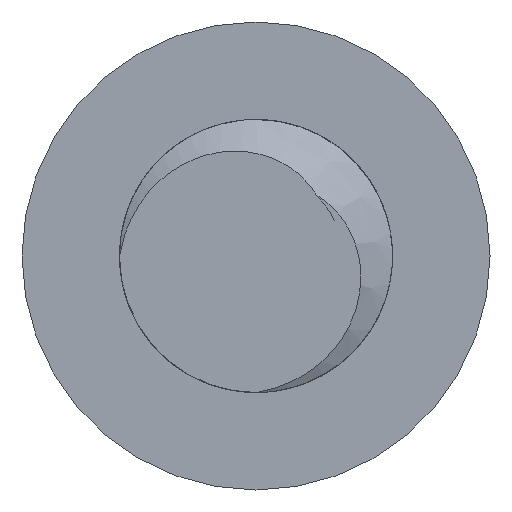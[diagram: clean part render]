
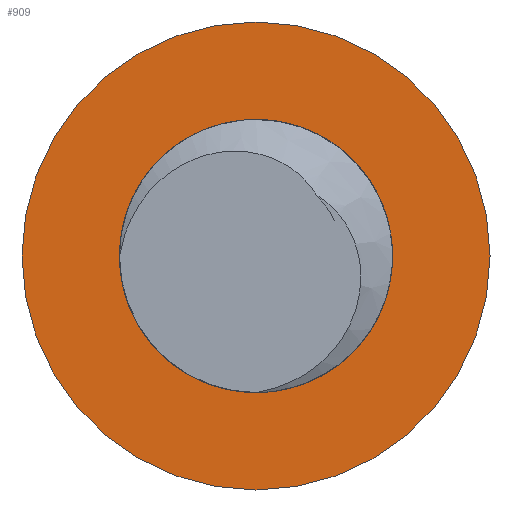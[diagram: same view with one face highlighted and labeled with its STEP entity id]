
A CAD part, front view. The second image highlights one B-rep face of the part: STEP entity #909.
In plain terms, the highlighted planar face has unit normal (0, -1, 0).
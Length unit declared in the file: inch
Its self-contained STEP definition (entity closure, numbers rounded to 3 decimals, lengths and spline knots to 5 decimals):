
#15=FACE_BOUND('',#127,.T.);
#34=PLANE('',#979);
#83=FACE_OUTER_BOUND('',#126,.T.);
#126=EDGE_LOOP('',(#815,#816));
#127=EDGE_LOOP('',(#817,#818));
#133=CIRCLE('',#947,0.02756);
#141=CIRCLE('',#957,0.02756);
#142=CIRCLE('',#959,0.04724);
#143=CIRCLE('',#960,0.04724);
#377=VERTEX_POINT('',#2204);
#379=VERTEX_POINT('',#2207);
#405=VERTEX_POINT('',#2412);
#406=VERTEX_POINT('',#2414);
#491=EDGE_CURVE('',#377,#379,#133,.T.);
#521=EDGE_CURVE('',#379,#377,#141,.T.);
#523=EDGE_CURVE('',#405,#406,#142,.T.);
#524=EDGE_CURVE('',#406,#405,#143,.T.);
#815=ORIENTED_EDGE('',*,*,#524,.F.);
#816=ORIENTED_EDGE('',*,*,#523,.F.);
#817=ORIENTED_EDGE('',*,*,#521,.F.);
#818=ORIENTED_EDGE('',*,*,#491,.F.);
#909=ADVANCED_FACE('',(#83,#15),#34,.F.);
#947=AXIS2_PLACEMENT_3D('',#2208,#1021,#1022);
#957=AXIS2_PLACEMENT_3D('',#2410,#1042,#1043);
#959=AXIS2_PLACEMENT_3D('',#2415,#1047,#1048);
#960=AXIS2_PLACEMENT_3D('',#2416,#1049,#1050);
#979=AXIS2_PLACEMENT_3D('',#3535,#1121,#1122);
#1021=DIRECTION('center_axis',(0.,-1.,0.));
#1022=DIRECTION('ref_axis',(0.,0.,1.));
#1042=DIRECTION('center_axis',(0.,-1.,0.));
#1043=DIRECTION('ref_axis',(0.,0.,1.));
#1047=DIRECTION('center_axis',(0.,1.,0.));
#1048=DIRECTION('ref_axis',(0.,0.,1.));
#1049=DIRECTION('center_axis',(0.,1.,0.));
#1050=DIRECTION('ref_axis',(0.,0.,1.));
#1121=DIRECTION('center_axis',(0.,1.,0.));
#1122=DIRECTION('ref_axis',(0.,0.,1.));
#2204=CARTESIAN_POINT('',(0.,0.19685,-0.02756));
#2207=CARTESIAN_POINT('',(0.02756,0.19685,0.));
#2208=CARTESIAN_POINT('Origin',(0.,0.19685,0.));
#2410=CARTESIAN_POINT('Origin',(0.,0.19685,0.));
#2412=CARTESIAN_POINT('',(0.,0.19685,-0.04724));
#2414=CARTESIAN_POINT('',(0.,0.19685,0.04724));
#2415=CARTESIAN_POINT('Origin',(0.,0.19685,0.));
#2416=CARTESIAN_POINT('Origin',(0.,0.19685,0.));
#3535=CARTESIAN_POINT('Origin',(0.,0.19685,0.));
